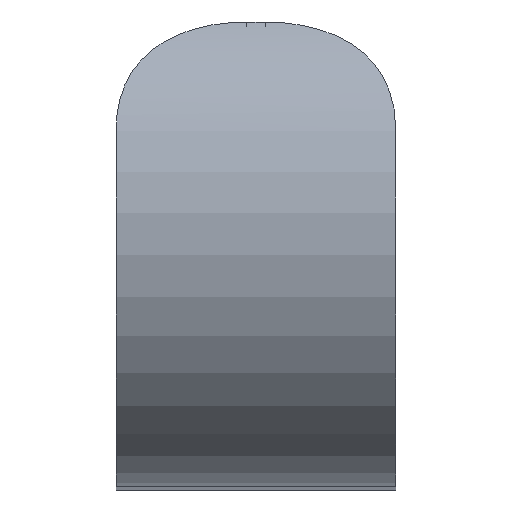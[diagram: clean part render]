
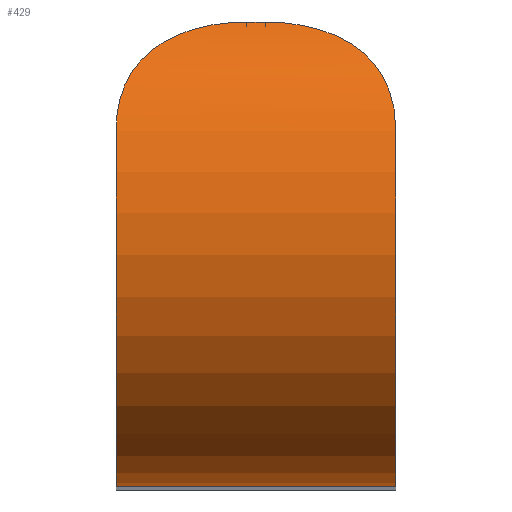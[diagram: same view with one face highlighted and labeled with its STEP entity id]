
A CAD part, top view. The second image highlights one B-rep face of the part: STEP entity #429.
In plain terms, the highlighted cylindrical face has radius 14 mm (diameter 28 mm), a partial arc.
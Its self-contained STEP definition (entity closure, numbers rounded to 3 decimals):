
#22 = CARTESIAN_POINT ( 'NONE',  ( -5.876, 23.156, 62.346 ) ) ;
#35 = CARTESIAN_POINT ( 'NONE',  ( -7.464, 19.909, 64.45 ) ) ;
#49 = CARTESIAN_POINT ( 'NONE',  ( -7.5, 19.037, 64.813 ) ) ;
#57 = EDGE_CURVE ( 'NONE', #289, #108, #526, .T. ) ;
#59 = B_SPLINE_CURVE_WITH_KNOTS ( 'NONE', 3,
 ( #82, #73, #347, #453, #287, #556, #620, #142, #355, #499, #189, #302, #399, #22, #341, #514, #612, #662, #295, #35, #250, #127 ),
 .UNSPECIFIED., .F., .F.,
 ( 4, 2, 2, 2, 2, 2, 2, 2, 2, 2, 4 ),
 ( 0., 0.001, 0.002, 0.003, 0.004, 0.005, 0.006, 0.007, 0.008, 0.01, 0.011 ),
 .UNSPECIFIED. ) ;
#70 = EDGE_CURVE ( 'NONE', #94, #108, #374, .T. ) ;
#73 = CARTESIAN_POINT ( 'NONE',  ( -0.976, 24.893, 60.544 ) ) ;
#78 = DIRECTION ( 'NONE',  ( 1., 0., 0. ) ) ;
#82 = CARTESIAN_POINT ( 'NONE',  ( -0.5, 24.893, 60.544 ) ) ;
#84 = VERTEX_POINT ( 'NONE', #578 ) ;
#87 = ORIENTED_EDGE ( 'NONE', *, *, #553, .T. ) ;
#92 = CARTESIAN_POINT ( 'NONE',  ( 5.719, 23.279, 62.234 ) ) ;
#94 = VERTEX_POINT ( 'NONE', #595 ) ;
#97 = DIRECTION ( 'NONE',  ( 1., 0., 0. ) ) ;
#100 = EDGE_LOOP ( 'NONE', ( #301, #87, #138, #252, #591, #145 ) ) ;
#104 = CARTESIAN_POINT ( 'NONE',  ( 7.349, 20.528, 64.137 ) ) ;
#108 = VERTEX_POINT ( 'NONE', #423 ) ;
#127 = CARTESIAN_POINT ( 'NONE',  ( -7.5, 19.037, 64.813 ) ) ;
#131 = CARTESIAN_POINT ( 'NONE',  ( 7.464, 19.908, 64.451 ) ) ;
#138 = ORIENTED_EDGE ( 'NONE', *, *, #325, .T. ) ;
#142 = CARTESIAN_POINT ( 'NONE',  ( -3.685, 24.408, 61.115 ) ) ;
#145 = ORIENTED_EDGE ( 'NONE', *, *, #562, .T. ) ;
#146 = CARTESIAN_POINT ( 'NONE',  ( 4.87, 23.87, 61.68 ) ) ;
#150 = CARTESIAN_POINT ( 'NONE',  ( 5.396, 23.532, 62.005 ) ) ;
#157 = CARTESIAN_POINT ( 'NONE',  ( 7.11, 21.323, 63.684 ) ) ;
#158 = CARTESIAN_POINT ( 'NONE',  ( 0.5, 24.893, 60.544 ) ) ;
#179 = CARTESIAN_POINT ( 'NONE',  ( -7.5, 0., 51.75 ) ) ;
#182 = DIRECTION ( 'NONE',  ( 0., 0., -1. ) ) ;
#189 = CARTESIAN_POINT ( 'NONE',  ( -4.864, 23.873, 61.677 ) ) ;
#201 = CARTESIAN_POINT ( 'NONE',  ( 7.5, 19.037, 64.813 ) ) ;
#209 = CARTESIAN_POINT ( 'NONE',  ( -7.5, 14., 51.75 ) ) ;
#211 = CARTESIAN_POINT ( 'NONE',  ( 1.444, 24.863, 60.582 ) ) ;
#233 = LINE ( 'NONE', #281, #386 ) ;
#250 = CARTESIAN_POINT ( 'NONE',  ( -7.5, 19.48, 64.642 ) ) ;
#252 = ORIENTED_EDGE ( 'NONE', *, *, #57, .T. ) ;
#261 = CARTESIAN_POINT ( 'NONE',  ( -7.5, 0., 51.75 ) ) ;
#266 = CARTESIAN_POINT ( 'NONE',  ( 2.822, 24.652, 60.837 ) ) ;
#267 = EDGE_CURVE ( 'NONE', #84, #448, #233, .T. ) ;
#281 = CARTESIAN_POINT ( 'NONE',  ( -7.5, 24.893, 60.544 ) ) ;
#287 = CARTESIAN_POINT ( 'NONE',  ( -2.36, 24.736, 60.736 ) ) ;
#289 = VERTEX_POINT ( 'NONE', #179 ) ;
#295 = CARTESIAN_POINT ( 'NONE',  ( -7.309, 20.739, 64.03 ) ) ;
#300 = DIRECTION ( 'NONE',  ( 1., 0., 0. ) ) ;
#301 = ORIENTED_EDGE ( 'NONE', *, *, #267, .F. ) ;
#302 = CARTESIAN_POINT ( 'NONE',  ( -5.223, 23.652, 61.892 ) ) ;
#311 = FACE_OUTER_BOUND ( 'NONE', #100, .T. ) ;
#314 = CARTESIAN_POINT ( 'NONE',  ( 0.976, 24.893, 60.544 ) ) ;
#325 = EDGE_CURVE ( 'NONE', #601, #289, #441, .T. ) ;
#341 = CARTESIAN_POINT ( 'NONE',  ( -6.163, 22.872, 62.587 ) ) ;
#347 = CARTESIAN_POINT ( 'NONE',  ( -1.443, 24.863, 60.582 ) ) ;
#349 = DIRECTION ( 'NONE',  ( 1., 0., 0. ) ) ;
#355 = CARTESIAN_POINT ( 'NONE',  ( -4.095, 24.256, 61.283 ) ) ;
#358 = CARTESIAN_POINT ( 'NONE',  ( 6.294, 22.704, 62.717 ) ) ;
#365 = CARTESIAN_POINT ( 'NONE',  ( 6.664, 22.227, 63.085 ) ) ;
#374 = CIRCLE ( 'NONE', #550, 14. ) ;
#386 = VECTOR ( 'NONE', #349, 1000. ) ;
#391 = CARTESIAN_POINT ( 'NONE',  ( -7.5, 14., 51.75 ) ) ;
#399 = CARTESIAN_POINT ( 'NONE',  ( -5.393, 23.534, 62.003 ) ) ;
#415 = DIRECTION ( 'NONE',  ( 0., 0., -1. ) ) ;
#416 = CARTESIAN_POINT ( 'NONE',  ( 7.3, 20.73, 64.028 ) ) ;
#423 = CARTESIAN_POINT ( 'NONE',  ( 7.5, 0., 51.75 ) ) ;
#424 = CARTESIAN_POINT ( 'NONE',  ( 4.682, 23.973, 61.576 ) ) ;
#429 = ADVANCED_FACE ( 'NONE', ( #311 ), #507, .T. ) ;
#441 = CIRCLE ( 'NONE', #455, 14. ) ;
#448 = VERTEX_POINT ( 'NONE', #158 ) ;
#453 = CARTESIAN_POINT ( 'NONE',  ( -2.132, 24.774, 60.69 ) ) ;
#455 = AXIS2_PLACEMENT_3D ( 'NONE', #391, #78, #182 ) ;
#470 = CARTESIAN_POINT ( 'NONE',  ( 2.365, 24.743, 60.727 ) ) ;
#473 = CARTESIAN_POINT ( 'NONE',  ( 0.5, 24.893, 60.544 ) ) ;
#499 = CARTESIAN_POINT ( 'NONE',  ( -4.675, 23.976, 61.573 ) ) ;
#507 = CYLINDRICAL_SURFACE ( 'NONE', #583, 14. ) ;
#514 = CARTESIAN_POINT ( 'NONE',  ( -6.662, 22.231, 63.082 ) ) ;
#517 = CARTESIAN_POINT ( 'NONE',  ( 4.098, 24.255, 61.285 ) ) ;
#519 = CARTESIAN_POINT ( 'NONE',  ( 7.5, 14., 51.75 ) ) ;
#526 = LINE ( 'NONE', #261, #575 ) ;
#528 = CARTESIAN_POINT ( 'NONE',  ( 5.227, 23.65, 61.894 ) ) ;
#550 = AXIS2_PLACEMENT_3D ( 'NONE', #519, #97, #415 ) ;
#553 = EDGE_CURVE ( 'NONE', #84, #601, #59, .T. ) ;
#556 = CARTESIAN_POINT ( 'NONE',  ( -2.812, 24.645, 60.843 ) ) ;
#562 = EDGE_CURVE ( 'NONE', #94, #448, #594, .T. ) ;
#571 = CARTESIAN_POINT ( 'NONE',  ( 3.687, 24.407, 61.116 ) ) ;
#574 = CARTESIAN_POINT ( 'NONE',  ( 5.871, 23.145, 62.352 ) ) ;
#575 = VECTOR ( 'NONE', #687, 1000. ) ;
#578 = CARTESIAN_POINT ( 'NONE',  ( -0.5, 24.893, 60.544 ) ) ;
#583 = AXIS2_PLACEMENT_3D ( 'NONE', #209, #300, #625 ) ;
#585 = CARTESIAN_POINT ( 'NONE',  ( 6.867, 21.883, 63.328 ) ) ;
#591 = ORIENTED_EDGE ( 'NONE', *, *, #70, .F. ) ;
#594 = B_SPLINE_CURVE_WITH_KNOTS ( 'NONE', 3,
 ( #201, #609, #131, #104, #416, #684, #157, #585, #365, #358, #631, #574, #92, #150, #528, #146, #424, #517, #571, #266, #470, #211, #314, #473 ),
 .UNSPECIFIED., .F., .F.,
 ( 4, 2, 2, 2, 2, 2, 2, 2, 2, 2, 2, 4 ),
 ( 0., 0.001, 0.002, 0.003, 0.004, 0.005, 0.006, 0.006, 0.007, 0.008, 0.01, 0.011 ),
 .UNSPECIFIED. ) ;
#595 = CARTESIAN_POINT ( 'NONE',  ( 7.5, 19.037, 64.813 ) ) ;
#601 = VERTEX_POINT ( 'NONE', #49 ) ;
#609 = CARTESIAN_POINT ( 'NONE',  ( 7.5, 19.48, 64.642 ) ) ;
#612 = CARTESIAN_POINT ( 'NONE',  ( -6.866, 21.885, 63.326 ) ) ;
#620 = CARTESIAN_POINT ( 'NONE',  ( -3.035, 24.591, 60.906 ) ) ;
#625 = DIRECTION ( 'NONE',  ( 0., 0., -1. ) ) ;
#631 = CARTESIAN_POINT ( 'NONE',  ( 6.159, 22.857, 62.594 ) ) ;
#662 = CARTESIAN_POINT ( 'NONE',  ( -7.189, 21.142, 63.8 ) ) ;
#684 = CARTESIAN_POINT ( 'NONE',  ( 7.181, 21.128, 63.802 ) ) ;
#687 = DIRECTION ( 'NONE',  ( 1., 0., 0. ) ) ;
